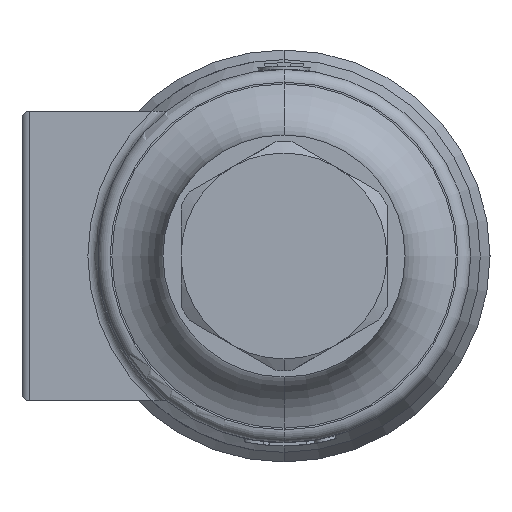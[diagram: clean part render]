
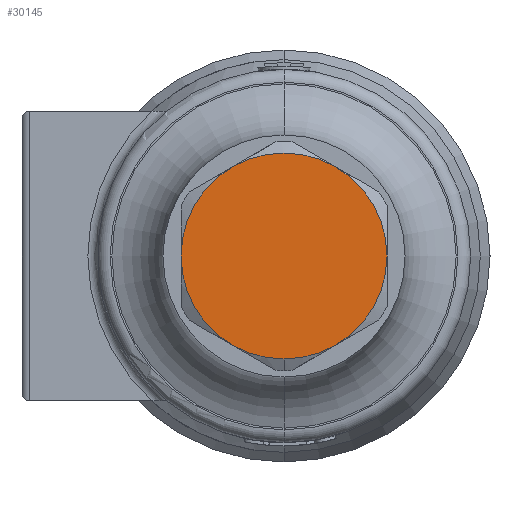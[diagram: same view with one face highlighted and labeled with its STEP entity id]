
A CAD part, left-side view. The second image highlights one B-rep face of the part: STEP entity #30145.
In plain terms, the highlighted planar face has unit normal (-1, 0, 0).
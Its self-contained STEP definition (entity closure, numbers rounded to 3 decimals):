
#125 = EDGE_CURVE ( 'NONE', #4277, #22545, #18494, .T. ) ;
#851 = VERTEX_POINT ( 'NONE', #36373 ) ;
#1103 = CARTESIAN_POINT ( 'NONE',  ( -20., 0., 0. ) ) ;
#1792 = CARTESIAN_POINT ( 'NONE',  ( -20., 0., 0. ) ) ;
#2541 = ORIENTED_EDGE ( 'NONE', *, *, #24712, .F. ) ;
#3007 = CARTESIAN_POINT ( 'NONE',  ( -20., 16., 0. ) ) ;
#4087 = AXIS2_PLACEMENT_3D ( 'NONE', #12341, #32931, #21026 ) ;
#4277 = VERTEX_POINT ( 'NONE', #35698 ) ;
#4956 = CARTESIAN_POINT ( 'NONE',  ( -20., -8., -13.856 ) ) ;
#5515 = CIRCLE ( 'NONE', #24315, 16. ) ;
#6279 = EDGE_CURVE ( 'NONE', #22545, #12466, #27437, .T. ) ;
#7290 = EDGE_CURVE ( 'NONE', #12466, #33694, #30087, .T. ) ;
#8262 = DIRECTION ( 'NONE',  ( 0., 0., 1. ) ) ;
#8630 = VERTEX_POINT ( 'NONE', #4956 ) ;
#9477 = EDGE_CURVE ( 'NONE', #32443, #8630, #13842, .T. ) ;
#9651 = CARTESIAN_POINT ( 'NONE',  ( -20., 8., 13.856 ) ) ;
#9656 = CARTESIAN_POINT ( 'NONE',  ( -20., -16., 0. ) ) ;
#10495 = CARTESIAN_POINT ( 'NONE',  ( -20., 0., 0. ) ) ;
#12341 = CARTESIAN_POINT ( 'NONE',  ( -20., 0., 0. ) ) ;
#12466 = VERTEX_POINT ( 'NONE', #9651 ) ;
#13089 = ORIENTED_EDGE ( 'NONE', *, *, #6279, .F. ) ;
#13205 = DIRECTION ( 'NONE',  ( 1., 0., 0. ) ) ;
#13842 = CIRCLE ( 'NONE', #4087, 16. ) ;
#14928 = PLANE ( 'NONE',  #16144 ) ;
#15328 = ORIENTED_EDGE ( 'NONE', *, *, #7290, .F. ) ;
#16144 = AXIS2_PLACEMENT_3D ( 'NONE', #32031, #35029, #23635 ) ;
#16271 = DIRECTION ( 'NONE',  ( 1., 0., 0. ) ) ;
#16331 = DIRECTION ( 'NONE',  ( 1., 0., 0. ) ) ;
#16370 = AXIS2_PLACEMENT_3D ( 'NONE', #26728, #18161, #28979 ) ;
#17239 = AXIS2_PLACEMENT_3D ( 'NONE', #1103, #32261, #26511 ) ;
#18161 = DIRECTION ( 'NONE',  ( 1., 0., 0. ) ) ;
#18494 = CIRCLE ( 'NONE', #17239, 16. ) ;
#21026 = DIRECTION ( 'NONE',  ( 0., 0., 1. ) ) ;
#21269 = CIRCLE ( 'NONE', #26256, 16. ) ;
#21399 = DIRECTION ( 'NONE',  ( 0., 0., 1. ) ) ;
#22545 = VERTEX_POINT ( 'NONE', #3007 ) ;
#23457 = DIRECTION ( 'NONE',  ( 0., 0., 1. ) ) ;
#23635 = DIRECTION ( 'NONE',  ( 0., 0., 1. ) ) ;
#24315 = AXIS2_PLACEMENT_3D ( 'NONE', #1792, #13205, #21399 ) ;
#24712 = EDGE_CURVE ( 'NONE', #33694, #32443, #5515, .T. ) ;
#25352 = EDGE_CURVE ( 'NONE', #8630, #851, #21269, .T. ) ;
#26256 = AXIS2_PLACEMENT_3D ( 'NONE', #10495, #16271, #33590 ) ;
#26511 = DIRECTION ( 'NONE',  ( 0., 0., -1. ) ) ;
#26728 = CARTESIAN_POINT ( 'NONE',  ( -20., 0., 0. ) ) ;
#27101 = EDGE_LOOP ( 'NONE', ( #2541, #15328, #13089, #28866, #33836, #37267, #35690 ) ) ;
#27187 = EDGE_CURVE ( 'NONE', #851, #4277, #35584, .T. ) ;
#27437 = CIRCLE ( 'NONE', #28872, 16. ) ;
#28733 = DIRECTION ( 'NONE',  ( 1., 0., 0. ) ) ;
#28866 = ORIENTED_EDGE ( 'NONE', *, *, #125, .F. ) ;
#28872 = AXIS2_PLACEMENT_3D ( 'NONE', #31015, #16331, #8262 ) ;
#28979 = DIRECTION ( 'NONE',  ( 0., 0., 1. ) ) ;
#30087 = CIRCLE ( 'NONE', #33888, 16. ) ;
#30145 = ADVANCED_FACE ( 'NONE', ( #32367 ), #14928, .T. ) ;
#31015 = CARTESIAN_POINT ( 'NONE',  ( -20., 0., 0. ) ) ;
#32031 = CARTESIAN_POINT ( 'NONE',  ( -20., 0., 0. ) ) ;
#32261 = DIRECTION ( 'NONE',  ( 1., 0., 0. ) ) ;
#32367 = FACE_OUTER_BOUND ( 'NONE', #27101, .T. ) ;
#32443 = VERTEX_POINT ( 'NONE', #9656 ) ;
#32931 = DIRECTION ( 'NONE',  ( 1., 0., 0. ) ) ;
#33590 = DIRECTION ( 'NONE',  ( 0., 0., 1. ) ) ;
#33694 = VERTEX_POINT ( 'NONE', #36523 ) ;
#33836 = ORIENTED_EDGE ( 'NONE', *, *, #27187, .F. ) ;
#33888 = AXIS2_PLACEMENT_3D ( 'NONE', #34357, #28733, #23457 ) ;
#34357 = CARTESIAN_POINT ( 'NONE',  ( -20., 0., 0. ) ) ;
#35029 = DIRECTION ( 'NONE',  ( -1., 0., 0. ) ) ;
#35584 = CIRCLE ( 'NONE', #16370, 16. ) ;
#35690 = ORIENTED_EDGE ( 'NONE', *, *, #9477, .F. ) ;
#35698 = CARTESIAN_POINT ( 'NONE',  ( -20., 8., -13.856 ) ) ;
#36373 = CARTESIAN_POINT ( 'NONE',  ( -20., 0., -16. ) ) ;
#36523 = CARTESIAN_POINT ( 'NONE',  ( -20., -8., 13.856 ) ) ;
#37267 = ORIENTED_EDGE ( 'NONE', *, *, #25352, .F. ) ;
